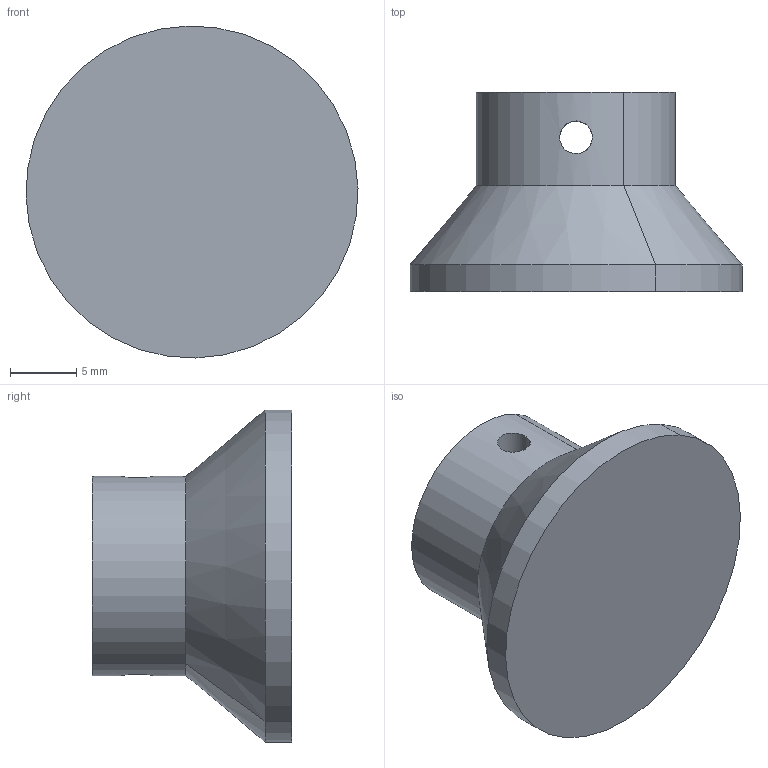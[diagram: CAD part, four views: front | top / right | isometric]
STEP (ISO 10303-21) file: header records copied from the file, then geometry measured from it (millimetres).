
FILE_DESCRIPTION(('CATIA V5 STEP','CAx-IF Rec.Pracs.--- Model Styling and Organization---1.2---2011-12-15'),'2;1');
FILE_NAME('PRT_TETE REVEX.stp','2020-08-24T09:02:14+00:00',('none'),('none'),'CATIA Version 5-6 Release 2014 SP4 HF109','CATIA V5 STEP AP214','none');
FILE_SCHEMA(('AUTOMOTIVE_DESIGN { 1 0 10303 214 1 1 1 1 }'));
Length unit declared in the file: millimetre
Products named in the file (1): Part2
Bounding box: 24.99 x 15 x 24.99 mm (x, y, z)
Volume: 3670.8 mm3; surface area: 1865.7 mm2
Topology: 1 solids, 1 shells, 18 faces, 40 edges, 23 vertices
Faces by surface type: cylinder 10, cone 4, plane 2, sphere 2
Entity records: 528 total; most frequent: CARTESIAN_POINT 165, ORIENTED_EDGE 76, DIRECTION 48, EDGE_CURVE 38, AXIS2_PLACEMENT_3D 26, EDGE_LOOP 23, VERTEX_POINT 23, ADVANCED_FACE 18
